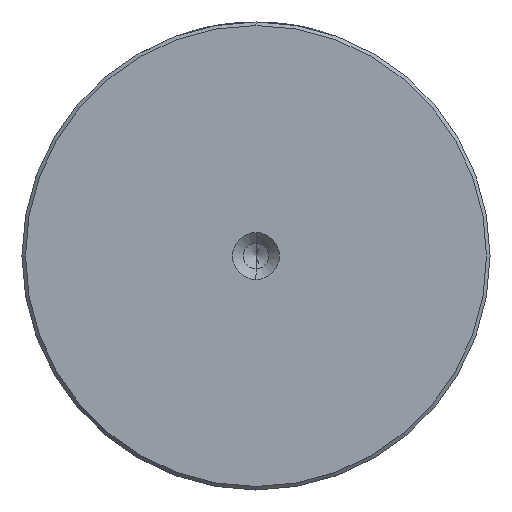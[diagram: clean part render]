
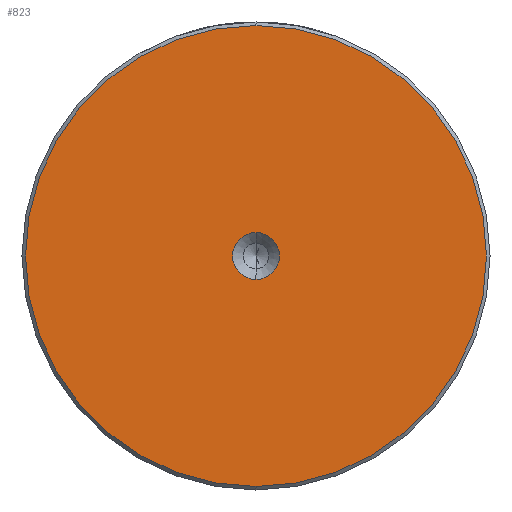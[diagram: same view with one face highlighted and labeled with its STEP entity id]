
A CAD part, left-side view. The second image highlights one B-rep face of the part: STEP entity #823.
In plain terms, the highlighted planar face has unit normal (-1, 0, 0).
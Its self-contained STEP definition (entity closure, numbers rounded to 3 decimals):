
#181 = ORIENTED_EDGE ( 'NONE', *, *, #240, .T. ) ;
#240 = EDGE_CURVE ( 'NONE', #3028, #3232, #1581, .T. ) ;
#358 = EDGE_LOOP ( 'NONE', ( #2089, #671 ) ) ;
#387 = DIRECTION ( 'NONE',  ( -1., 0., 0. ) ) ;
#485 = EDGE_LOOP ( 'NONE', ( #181, #1648 ) ) ;
#499 = AXIS2_PLACEMENT_3D ( 'NONE', #933, #2676, #1174 ) ;
#517 = VERTEX_POINT ( 'NONE', #2335 ) ;
#624 = AXIS2_PLACEMENT_3D ( 'NONE', #1396, #387, #2150 ) ;
#671 = ORIENTED_EDGE ( 'NONE', *, *, #2823, .F. ) ;
#722 = CARTESIAN_POINT ( 'NONE',  ( 0., 0., 0. ) ) ;
#796 = FACE_OUTER_BOUND ( 'NONE', #485, .T. ) ;
#823 = ADVANCED_FACE ( 'NONE', ( #796, #2132 ), #1639, .T. ) ;
#933 = CARTESIAN_POINT ( 'NONE',  ( 0., 0., 0. ) ) ;
#971 = DIRECTION ( 'NONE',  ( 0., 0., 1. ) ) ;
#1035 = CARTESIAN_POINT ( 'NONE',  ( 0., 0., 0. ) ) ;
#1099 = CARTESIAN_POINT ( 'NONE',  ( 0., 0., -32.5 ) ) ;
#1170 = CIRCLE ( 'NONE', #2738, 3.3 ) ;
#1174 = DIRECTION ( 'NONE',  ( 0., 0., 1. ) ) ;
#1277 = DIRECTION ( 'NONE',  ( 0., 0., 1. ) ) ;
#1330 = CARTESIAN_POINT ( 'NONE',  ( 0., 0., 3.3 ) ) ;
#1337 = VERTEX_POINT ( 'NONE', #1330 ) ;
#1358 = DIRECTION ( 'NONE',  ( -1., 0., 0. ) ) ;
#1396 = CARTESIAN_POINT ( 'NONE',  ( 0., 0., 0. ) ) ;
#1400 = EDGE_CURVE ( 'NONE', #3232, #3028, #2036, .T. ) ;
#1498 = AXIS2_PLACEMENT_3D ( 'NONE', #1035, #2786, #1277 ) ;
#1581 = CIRCLE ( 'NONE', #499, 32.5 ) ;
#1639 = PLANE ( 'NONE',  #624 ) ;
#1648 = ORIENTED_EDGE ( 'NONE', *, *, #1400, .T. ) ;
#1791 = AXIS2_PLACEMENT_3D ( 'NONE', #2861, #1358, #3106 ) ;
#1939 = EDGE_CURVE ( 'NONE', #1337, #517, #2629, .T. ) ;
#2036 = CIRCLE ( 'NONE', #1791, 32.5 ) ;
#2089 = ORIENTED_EDGE ( 'NONE', *, *, #1939, .F. ) ;
#2132 = FACE_BOUND ( 'NONE', #358, .T. ) ;
#2150 = DIRECTION ( 'NONE',  ( 0., 0., 1. ) ) ;
#2335 = CARTESIAN_POINT ( 'NONE',  ( 0., 0., -3.3 ) ) ;
#2475 = DIRECTION ( 'NONE',  ( -1., 0., 0. ) ) ;
#2629 = CIRCLE ( 'NONE', #1498, 3.3 ) ;
#2676 = DIRECTION ( 'NONE',  ( -1., 0., 0. ) ) ;
#2738 = AXIS2_PLACEMENT_3D ( 'NONE', #722, #2475, #971 ) ;
#2786 = DIRECTION ( 'NONE',  ( -1., 0., 0. ) ) ;
#2823 = EDGE_CURVE ( 'NONE', #517, #1337, #1170, .T. ) ;
#2861 = CARTESIAN_POINT ( 'NONE',  ( 0., 0., 0. ) ) ;
#2956 = CARTESIAN_POINT ( 'NONE',  ( 0., 0., 32.5 ) ) ;
#3028 = VERTEX_POINT ( 'NONE', #1099 ) ;
#3106 = DIRECTION ( 'NONE',  ( 0., 0., 1. ) ) ;
#3232 = VERTEX_POINT ( 'NONE', #2956 ) ;
